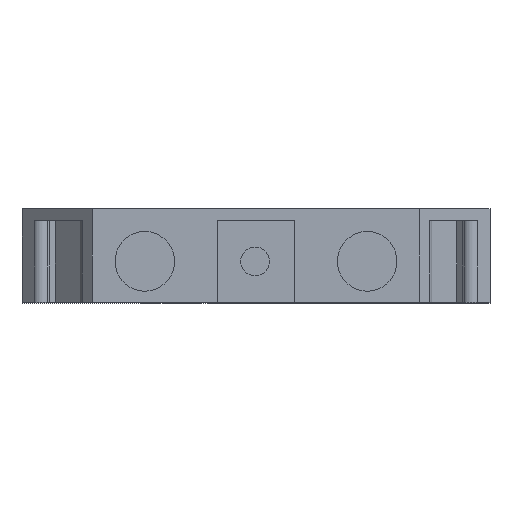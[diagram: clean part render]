
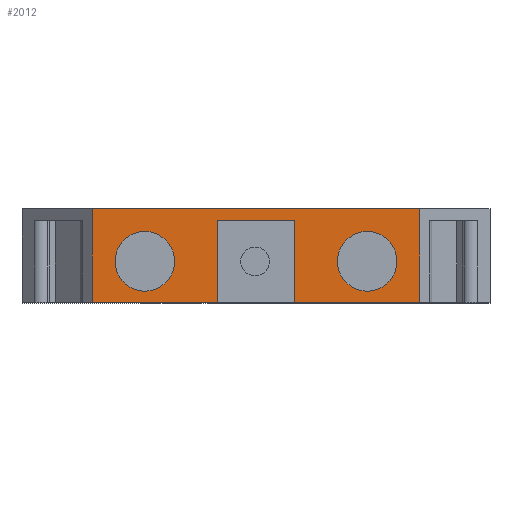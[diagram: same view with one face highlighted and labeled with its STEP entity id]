
A CAD part, top view. The second image highlights one B-rep face of the part: STEP entity #2012.
In plain terms, the highlighted planar face has unit normal (0, 0, 1).
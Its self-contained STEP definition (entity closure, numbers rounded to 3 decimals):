
#42=CIRCLE('',#2105,2.55);
#43=CIRCLE('',#2106,2.55);
#242=ORIENTED_EDGE('',*,*,#594,.T.);
#243=ORIENTED_EDGE('',*,*,#595,.T.);
#244=ORIENTED_EDGE('',*,*,#557,.T.);
#245=ORIENTED_EDGE('',*,*,#555,.T.);
#246=ORIENTED_EDGE('',*,*,#596,.F.);
#247=ORIENTED_EDGE('',*,*,#591,.F.);
#248=ORIENTED_EDGE('',*,*,#597,.T.);
#249=ORIENTED_EDGE('',*,*,#598,.T.);
#250=ORIENTED_EDGE('',*,*,#599,.F.);
#251=ORIENTED_EDGE('',*,*,#553,.F.);
#553=EDGE_CURVE('',#742,#741,#893,.T.);
#555=EDGE_CURVE('',#744,#743,#895,.T.);
#557=EDGE_CURVE('',#742,#744,#897,.T.);
#591=EDGE_CURVE('',#763,#764,#927,.T.);
#594=EDGE_CURVE('',#765,#765,#42,.T.);
#595=EDGE_CURVE('',#766,#766,#43,.T.);
#596=EDGE_CURVE('',#764,#743,#930,.T.);
#597=EDGE_CURVE('',#763,#767,#931,.T.);
#598=EDGE_CURVE('',#767,#768,#932,.T.);
#599=EDGE_CURVE('',#741,#768,#933,.T.);
#741=VERTEX_POINT('',#2712);
#742=VERTEX_POINT('',#2714);
#743=VERTEX_POINT('',#2718);
#744=VERTEX_POINT('',#2720);
#763=VERTEX_POINT('',#2787);
#764=VERTEX_POINT('',#2789);
#765=VERTEX_POINT('',#2794);
#766=VERTEX_POINT('',#2796);
#767=VERTEX_POINT('',#2799);
#768=VERTEX_POINT('',#2801);
#893=LINE('',#2715,#1078);
#895=LINE('',#2719,#1080);
#897=LINE('',#2723,#1082);
#927=LINE('',#2788,#1112);
#930=LINE('',#2797,#1115);
#931=LINE('',#2798,#1116);
#932=LINE('',#2800,#1117);
#933=LINE('',#2802,#1118);
#1078=VECTOR('',#2298,1000.);
#1080=VECTOR('',#2302,1000.);
#1082=VECTOR('',#2306,1000.);
#1112=VECTOR('',#2368,1000.);
#1115=VECTOR('',#2377,1000.);
#1116=VECTOR('',#2378,1000.);
#1117=VECTOR('',#2379,1000.);
#1118=VECTOR('',#2380,1000.);
#1224=EDGE_LOOP('',(#242));
#1225=EDGE_LOOP('',(#243));
#1226=EDGE_LOOP('',(#244,#245,#246,#247,#248,#249,#250,#251));
#1311=FACE_BOUND('',#1224,.T.);
#1312=FACE_BOUND('',#1225,.T.);
#1313=FACE_BOUND('',#1226,.T.);
#1393=PLANE('',#2104);
#2012=ADVANCED_FACE('',(#1311,#1312,#1313),#1393,.T.);
#2104=AXIS2_PLACEMENT_3D('',#2792,#2371,#2372);
#2105=AXIS2_PLACEMENT_3D('',#2793,#2373,#2374);
#2106=AXIS2_PLACEMENT_3D('',#2795,#2375,#2376);
#2298=DIRECTION('',(0.,-1.,0.));
#2302=DIRECTION('',(0.,-1.,0.));
#2306=DIRECTION('',(1.,0.,0.));
#2368=DIRECTION('',(0.,-1.,0.));
#2371=DIRECTION('',(0.,0.,1.));
#2372=DIRECTION('',(1.,0.,0.));
#2373=DIRECTION('',(0.,0.,-1.));
#2374=DIRECTION('',(1.,0.,0.));
#2375=DIRECTION('',(0.,0.,-1.));
#2376=DIRECTION('',(1.,0.,0.));
#2377=DIRECTION('',(-1.,0.,0.));
#2378=DIRECTION('',(-1.,0.,0.));
#2379=DIRECTION('',(0.,-1.,0.));
#2380=DIRECTION('',(-1.,0.,0.));
#2712=CARTESIAN_POINT('',(-3.3,0.,24.5));
#2714=CARTESIAN_POINT('',(-3.3,7.,24.5));
#2715=CARTESIAN_POINT('',(-3.3,7.,24.5));
#2718=CARTESIAN_POINT('',(3.3,0.,24.5));
#2719=CARTESIAN_POINT('',(3.3,7.,24.5));
#2720=CARTESIAN_POINT('',(3.3,7.,24.5));
#2723=CARTESIAN_POINT('',(-3.3,7.,24.5));
#2787=CARTESIAN_POINT('',(14.,8.,24.5));
#2788=CARTESIAN_POINT('',(14.,63.757,24.5));
#2789=CARTESIAN_POINT('',(14.,0.,24.5));
#2792=CARTESIAN_POINT('',(20.,8.,24.5));
#2793=CARTESIAN_POINT('',(9.5,3.5,24.5));
#2794=CARTESIAN_POINT('',(12.05,3.5,24.5));
#2795=CARTESIAN_POINT('',(-9.5,3.5,24.5));
#2796=CARTESIAN_POINT('',(-6.95,3.5,24.5));
#2797=CARTESIAN_POINT('',(20.,0.,24.5));
#2798=CARTESIAN_POINT('',(20.,8.,24.5));
#2799=CARTESIAN_POINT('',(-14.,8.,24.5));
#2800=CARTESIAN_POINT('',(-14.,63.757,24.5));
#2801=CARTESIAN_POINT('',(-14.,0.,24.5));
#2802=CARTESIAN_POINT('',(20.,0.,24.5));
